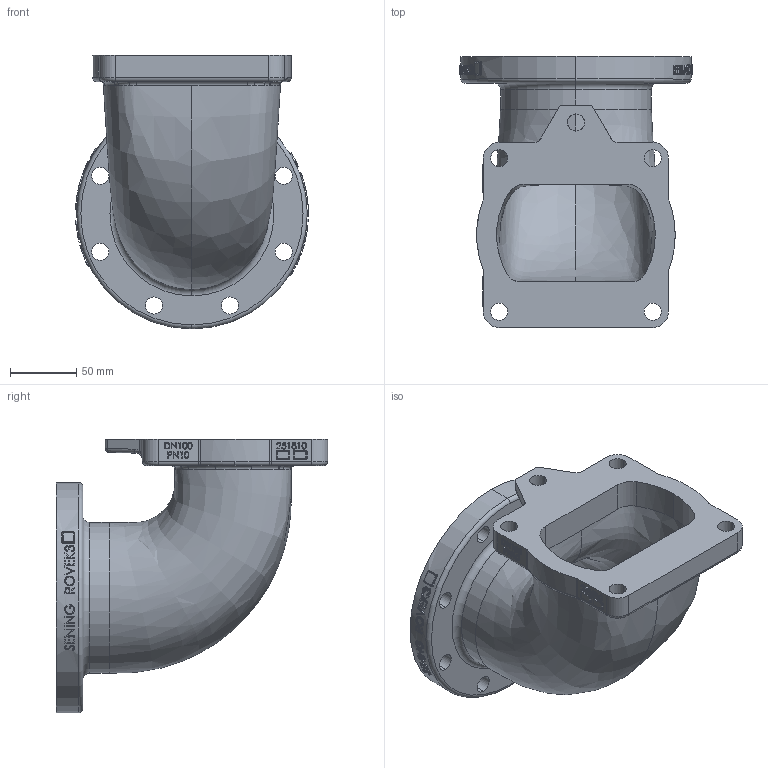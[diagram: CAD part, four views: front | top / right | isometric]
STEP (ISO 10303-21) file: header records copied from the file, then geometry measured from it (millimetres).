
FILE_DESCRIPTION (( 'STEP AP214' ), '1' );
FILE_NAME ('ROVEK3.STEP', '2012-07-24T13:07:02', ( 'Admin2' ), ( '' ), 'SwSTEP 2.0', 'SolidWorks 2010', '' );
FILE_SCHEMA (( 'AUTOMOTIVE_DESIGN' ));
Length unit declared in the file: millimetre
Products named in the file (1): ROVEK3
Bounding box: 175.93 x 205 x 207 mm (x, y, z)
Volume: 958894.1 mm3; surface area: 216610.1 mm2
Topology: 1 solids, 1 shells, 722 faces, 1877 edges, 1206 vertices
Faces by surface type: plane 294, bspline 233, cylinder 142, torus 39, sphere 14
Entity records: 87636 total; most frequent: CARTESIAN_POINT 63910, ORIENTED_EDGE 3722, DIRECTION 2683, EDGE_CURVE 1861, VERTEX_POINT 1206, AXIS2_PLACEMENT_3D 915, LINE 853, VECTOR 853
